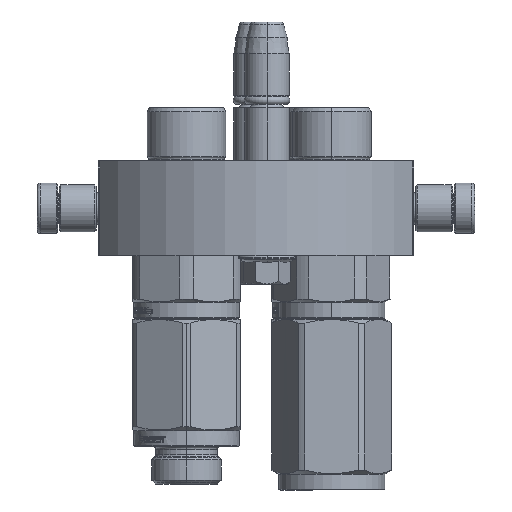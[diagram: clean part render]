
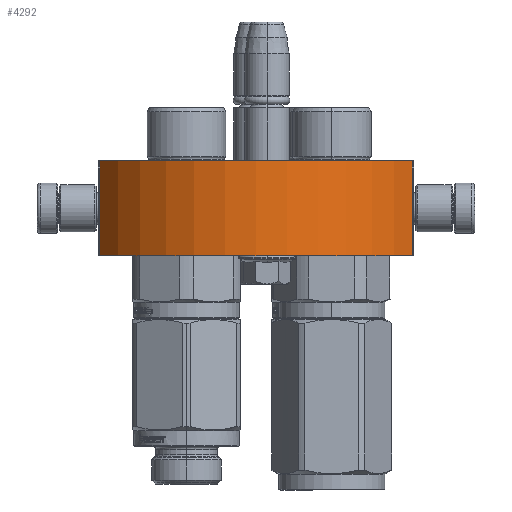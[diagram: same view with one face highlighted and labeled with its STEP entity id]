
A CAD part, left-side view. The second image highlights one B-rep face of the part: STEP entity #4292.
In plain terms, the highlighted cylindrical face has radius 57.25 mm (diameter 114.5 mm), a partial arc.
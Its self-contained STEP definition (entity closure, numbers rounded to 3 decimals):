
#908 = CARTESIAN_POINT ( 'NONE',  ( -49.5, 0., -28.763 ) ) ;
#2748 = CIRCLE ( 'NONE', #56163, 57.25 ) ;
#2901 = ORIENTED_EDGE ( 'NONE', *, *, #49413, .T. ) ;
#3723 = DIRECTION ( 'NONE',  ( 0., 1., 0. ) ) ;
#4292 = ADVANCED_FACE ( 'NONE', ( #22089 ), #37393, .T. ) ;
#8263 = DIRECTION ( 'NONE',  ( 0., -1., 0. ) ) ;
#13161 = AXIS2_PLACEMENT_3D ( 'NONE', #57012, #8263, #30025 ) ;
#14052 = AXIS2_PLACEMENT_3D ( 'NONE', #32965, #24199, #14885 ) ;
#14885 = DIRECTION ( 'NONE',  ( 0.865, 0., -0.502 ) ) ;
#16306 = DIRECTION ( 'NONE',  ( 0., 1., 0. ) ) ;
#16634 = VERTEX_POINT ( 'NONE', #50856 ) ;
#16941 = CARTESIAN_POINT ( 'NONE',  ( 0., 0., 0. ) ) ;
#19580 = EDGE_LOOP ( 'NONE', ( #54329, #53548, #27872, #2901 ) ) ;
#22089 = FACE_OUTER_BOUND ( 'NONE', #19580, .T. ) ;
#22182 = DIRECTION ( 'NONE',  ( 0.865, 0., -0.502 ) ) ;
#22641 = CARTESIAN_POINT ( 'NONE',  ( 49.5, 30., -28.763 ) ) ;
#22979 = CIRCLE ( 'NONE', #14052, 57.25 ) ;
#24199 = DIRECTION ( 'NONE',  ( 0., 1., 0. ) ) ;
#25001 = VECTOR ( 'NONE', #16306, 1000. ) ;
#27872 = ORIENTED_EDGE ( 'NONE', *, *, #30088, .T. ) ;
#29538 = VERTEX_POINT ( 'NONE', #22641 ) ;
#30025 = DIRECTION ( 'NONE',  ( 1., 0., 0. ) ) ;
#30088 = EDGE_CURVE ( 'NONE', #16634, #42640, #2748, .T. ) ;
#31282 = VECTOR ( 'NONE', #47048, 1000. ) ;
#32965 = CARTESIAN_POINT ( 'NONE',  ( 0., 30., 0. ) ) ;
#33274 = VERTEX_POINT ( 'NONE', #44720 ) ;
#36599 = EDGE_CURVE ( 'NONE', #16634, #29538, #38285, .T. ) ;
#37393 = CYLINDRICAL_SURFACE ( 'NONE', #13161, 57.25 ) ;
#38285 = LINE ( 'NONE', #43377, #31282 ) ;
#42640 = VERTEX_POINT ( 'NONE', #908 ) ;
#42840 = CARTESIAN_POINT ( 'NONE',  ( -49.5, 0., -28.763 ) ) ;
#43377 = CARTESIAN_POINT ( 'NONE',  ( 49.5, 0., -28.763 ) ) ;
#44720 = CARTESIAN_POINT ( 'NONE',  ( -49.5, 30., -28.763 ) ) ;
#47048 = DIRECTION ( 'NONE',  ( 0., 1., 0. ) ) ;
#48684 = LINE ( 'NONE', #42840, #25001 ) ;
#49413 = EDGE_CURVE ( 'NONE', #42640, #33274, #48684, .T. ) ;
#50856 = CARTESIAN_POINT ( 'NONE',  ( 49.5, 0., -28.763 ) ) ;
#53548 = ORIENTED_EDGE ( 'NONE', *, *, #36599, .F. ) ;
#54329 = ORIENTED_EDGE ( 'NONE', *, *, #56248, .F. ) ;
#56163 = AXIS2_PLACEMENT_3D ( 'NONE', #16941, #3723, #22182 ) ;
#56248 = EDGE_CURVE ( 'NONE', #29538, #33274, #22979, .T. ) ;
#57012 = CARTESIAN_POINT ( 'NONE',  ( 0., 0., 0. ) ) ;
